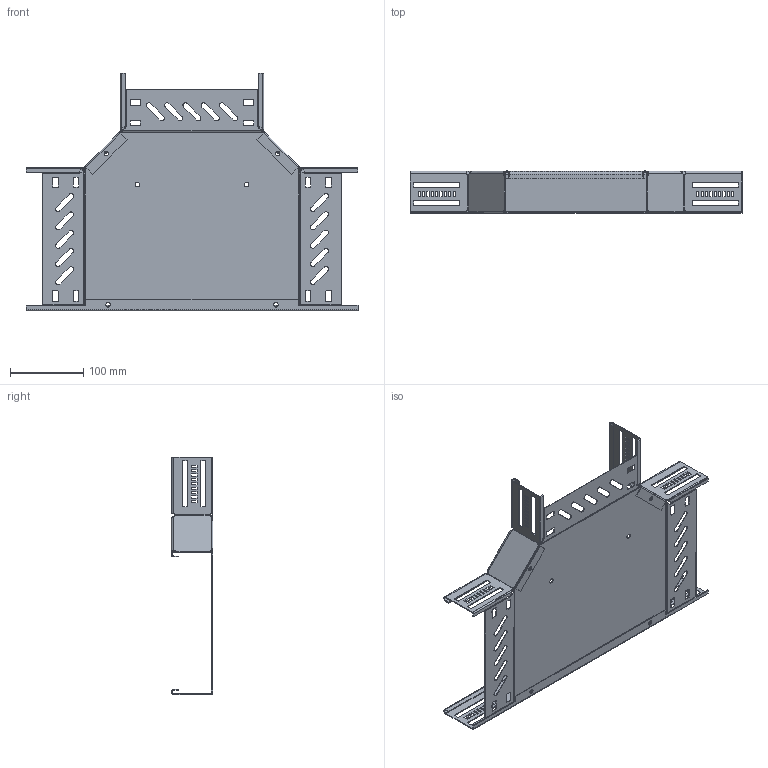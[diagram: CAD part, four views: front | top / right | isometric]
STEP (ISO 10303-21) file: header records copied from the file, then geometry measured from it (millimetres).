
FILE_DESCRIPTION (( 'STEP AP214' ), '1' );
FILE_NAME ('6038104.STEP', '2024-05-24T12:33:59', ( '' ), ( '' ), 'SwSTEP 2.0', 'SolidWorks 2022', '' );
FILE_SCHEMA (( 'AUTOMOTIVE_DESIGN' ));
Length unit declared in the file: millimetre
Products named in the file (4): 172072_200; 167655_60x90°; 172093_200; 6038104
Assembly tree (4 placements, depth 2):
  6038104
    172072_200
    167655_60x90°  x2
    172093_200
Bounding box: 454 x 57 x 324.99 mm (x, y, z)
Volume: 150574.5 mm3; surface area: 326229.4 mm2
Topology: 4 solids, 4 shells, 753 faces, 2043 edges, 1298 vertices
Faces by surface type: plane 512, cylinder 225, bspline 16
Entity records: 19630 total; most frequent: CARTESIAN_POINT 3571, ORIENTED_EDGE 3110, DIRECTION 2957, EDGE_CURVE 1555, LINE 1165, VECTOR 1165, VERTEX_POINT 994, AXIS2_PLACEMENT_3D 896
